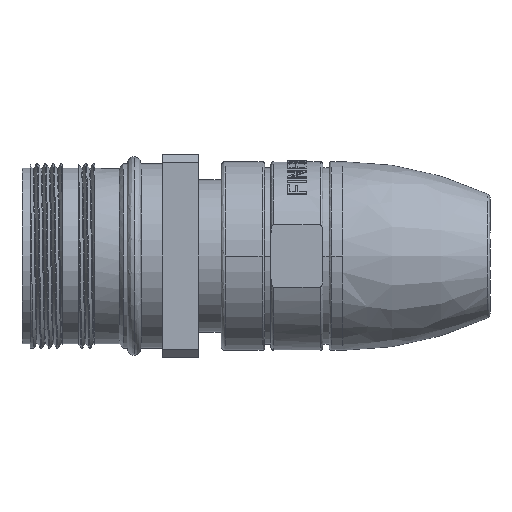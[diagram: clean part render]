
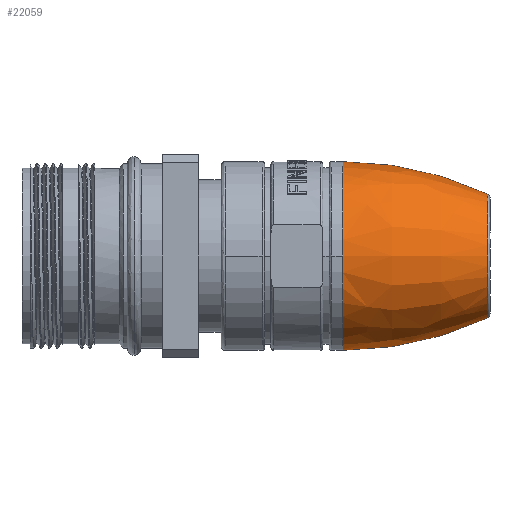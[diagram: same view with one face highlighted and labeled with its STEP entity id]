
A CAD part, front view. The second image highlights one B-rep face of the part: STEP entity #22059.
In plain terms, the highlighted free-form (B-spline) face has degree [3, 3] with [4, 4] control points.
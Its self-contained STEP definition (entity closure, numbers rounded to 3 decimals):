
#9 = ORIENTED_EDGE ( 'NONE', *, *, #16516, .T. ) ;
#434 = DIRECTION ( 'NONE',  ( 0., 1., 0. ) ) ;
#1204 = ORIENTED_EDGE ( 'NONE', *, *, #24866, .T. ) ;
#1944 = CARTESIAN_POINT ( 'NONE',  ( 28.364, -21.049, 11.65 ) ) ;
#3417 = EDGE_CURVE ( 'NONE', #24646, #13096, #8116, .T. ) ;
#3973 = CARTESIAN_POINT ( 'NONE',  ( 28.364, 2.251, -11.65 ) ) ;
#4523 = EDGE_CURVE ( 'NONE', #19087, #25793, #10115, .T. ) ;
#5564 = CARTESIAN_POINT ( 'NONE',  ( 22.145, 2.251, 11.65 ) ) ;
#5831 = DIRECTION ( 'NONE',  ( 1., 0., 0. ) ) ;
#5869 = DIRECTION ( 'NONE',  ( 1., 0., 0. ) ) ;
#6056 = CARTESIAN_POINT ( 'NONE',  ( 22.145, -21.049, 11.65 ) ) ;
#6583 = DIRECTION ( 'NONE',  ( 1., 0., 0. ) ) ;
#7281 = DIRECTION ( 'NONE',  ( 0., 0., 1. ) ) ;
#7287 = DIRECTION ( 'NONE',  ( 0., -1., 0. ) ) ;
#7309 = CARTESIAN_POINT ( 'NONE',  ( 22.145, 2.251, -30.333 ) ) ;
#7450 = CARTESIAN_POINT ( 'NONE',  ( 22.145, 2.251, -11.65 ) ) ;
#8020 = CARTESIAN_POINT ( 'NONE',  ( 40.058, -13.022, -7.637 ) ) ;
#8104 = CARTESIAN_POINT ( 'NONE',  ( 22.145, 2.251, -11.65 ) ) ;
#8106 = AXIS2_PLACEMENT_3D ( 'NONE', #18254, #5831, #20361 ) ;
#8116 = CIRCLE ( 'NONE', #18888, 41.983 ) ;
#8119 = CARTESIAN_POINT ( 'NONE',  ( 40.058, 2.251, 7.637 ) ) ;
#8445 = AXIS2_PLACEMENT_3D ( 'NONE', #7309, #7287, #7281 ) ;
#8822 = ORIENTED_EDGE ( 'NONE', *, *, #4523, .T. ) ;
#10115 = CIRCLE ( 'NONE', #8445, 41.983 ) ;
#10148 = CARTESIAN_POINT ( 'NONE',  ( 34.433, 2.251, 10.29 ) ) ;
#11918 = CIRCLE ( 'NONE', #8106, 11.65 ) ;
#12002 = AXIS2_PLACEMENT_3D ( 'NONE', #18296, #5869, #20395 ) ;
#12309 = CARTESIAN_POINT ( 'NONE',  ( 34.433, -18.329, -10.29 ) ) ;
#12857 = CARTESIAN_POINT ( 'NONE',  ( 22.145, 2.251, 30.333 ) ) ;
#13096 = VERTEX_POINT ( 'NONE', #7450 ) ;
#14375 = CARTESIAN_POINT ( 'NONE',  ( 28.364, 2.251, 11.65 ) ) ;
#14738 = VERTEX_POINT ( 'NONE', #23047 ) ;
#14917 = DIRECTION ( 'NONE',  ( 0., 0., -1. ) ) ;
#15087 = CIRCLE ( 'NONE', #20644, 11.65 ) ;
#15853 = ORIENTED_EDGE ( 'NONE', *, *, #3417, .F. ) ;
#15982 = CIRCLE ( 'NONE', #12002, 7.637 ) ;
#16142 = CARTESIAN_POINT ( 'NONE',  ( 40.058, -13.022, 7.637 ) ) ;
#16411 = CARTESIAN_POINT ( 'NONE',  ( 28.364, -21.049, -11.65 ) ) ;
#16516 = EDGE_CURVE ( 'NONE', #25793, #14738, #15087, .T. ) ;
#18254 = CARTESIAN_POINT ( 'NONE',  ( 22.145, 2.251, 0. ) ) ;
#18296 = CARTESIAN_POINT ( 'NONE',  ( 40.058, 2.251, 0. ) ) ;
#18388 = CARTESIAN_POINT ( 'NONE',  ( 40.058, 2.251, 7.637 ) ) ;
#18473 = CARTESIAN_POINT ( 'NONE',  ( 22.145, 2.251, 11.65 ) ) ;
#18888 = AXIS2_PLACEMENT_3D ( 'NONE', #12857, #434, #14917 ) ;
#19020 = CARTESIAN_POINT ( 'NONE',  ( 22.145, 2.251, 0. ) ) ;
#19087 = VERTEX_POINT ( 'NONE', #8119 ) ;
#19761 = EDGE_CURVE ( 'NONE', #19087, #24646, #15982, .T. ) ;
#20361 = DIRECTION ( 'NONE',  ( 0., 0., 1. ) ) ;
#20395 = DIRECTION ( 'NONE',  ( 0., 0., 1. ) ) ;
#20585 = CARTESIAN_POINT ( 'NONE',  ( 22.145, -21.049, -11.65 ) ) ;
#20644 = AXIS2_PLACEMENT_3D ( 'NONE', #19020, #6583, #21127 ) ;
#21127 = DIRECTION ( 'NONE',  ( 0., 0., 1. ) ) ;
#22059 = ADVANCED_FACE ( 'NONE', ( #23478 ), #24802, .T. ) ;
#22589 = CARTESIAN_POINT ( 'NONE',  ( 40.058, 2.251, -7.637 ) ) ;
#23047 = CARTESIAN_POINT ( 'NONE',  ( 22.145, -9.399, 0. ) ) ;
#23478 = FACE_OUTER_BOUND ( 'NONE', #26320, .T. ) ;
#23782 = CARTESIAN_POINT ( 'NONE',  ( 40.058, 2.251, -7.637 ) ) ;
#24646 = VERTEX_POINT ( 'NONE', #23782 ) ;
#24770 = CARTESIAN_POINT ( 'NONE',  ( 34.433, -18.329, 10.29 ) ) ;
#24802 =( BOUNDED_SURFACE ( )  B_SPLINE_SURFACE ( 3, 3, ( 
 ( #18388, #16142, #8020, #22589 ),
 ( #10148, #24770, #12309, #26964 ),
 ( #14375, #1944, #16411, #3973 ),
 ( #18473, #6056, #20585, #8104 ) ),
 .UNSPECIFIED., .F., .F., .T. ) 
 B_SPLINE_SURFACE_WITH_KNOTS ( ( 4, 4 ),
 ( 4, 4 ),
 ( 0., 1. ),
 ( 0., 1. ),
 .UNSPECIFIED. ) 
 GEOMETRIC_REPRESENTATION_ITEM ( )  RATIONAL_B_SPLINE_SURFACE ( (
 ( 1., 0.333, 0.333, 1.),
 ( 0.984, 0.328, 0.328, 0.984),
 ( 0.984, 0.328, 0.328, 0.984),
 ( 1., 0.333, 0.333, 1.) ) ) 
 REPRESENTATION_ITEM ( '' )  SURFACE ( )  );
#24866 = EDGE_CURVE ( 'NONE', #14738, #13096, #11918, .T. ) ;
#25793 = VERTEX_POINT ( 'NONE', #5564 ) ;
#26119 = ORIENTED_EDGE ( 'NONE', *, *, #19761, .F. ) ;
#26320 = EDGE_LOOP ( 'NONE', ( #15853, #26119, #8822, #9, #1204 ) ) ;
#26964 = CARTESIAN_POINT ( 'NONE',  ( 34.433, 2.251, -10.29 ) ) ;
